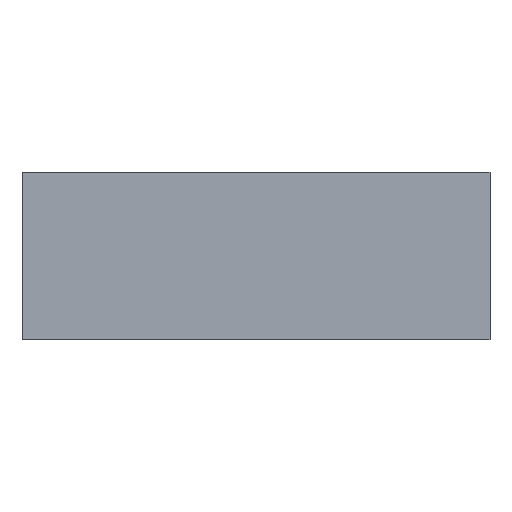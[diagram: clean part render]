
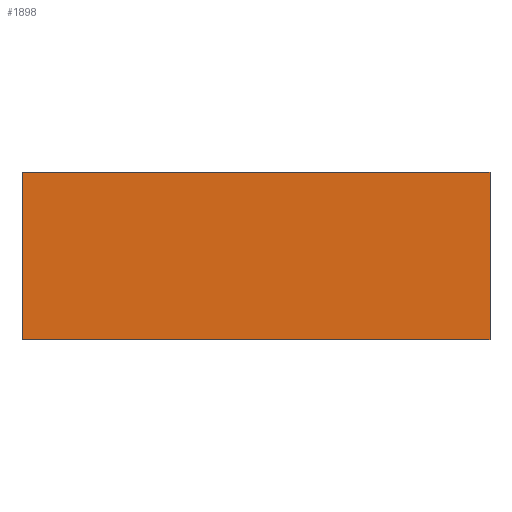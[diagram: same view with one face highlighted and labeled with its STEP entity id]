
A CAD part, front view. The second image highlights one B-rep face of the part: STEP entity #1898.
In plain terms, the highlighted planar face has unit normal (0, -1, 0).
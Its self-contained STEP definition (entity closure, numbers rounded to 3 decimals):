
#144=FACE_OUTER_BOUND('',#257,.T.);
#257=EDGE_LOOP('',(#1682,#1683,#1684,#1685));
#430=LINE('',#2870,#676);
#499=LINE('',#3019,#745);
#503=LINE('',#3026,#749);
#504=LINE('',#3028,#750);
#676=VECTOR('',#2333,5.08);
#745=VECTOR('',#2490,14.2);
#749=VECTOR('',#2498,5.08);
#750=VECTOR('',#2501,14.2);
#873=VERTEX_POINT('',#2867);
#874=VERTEX_POINT('',#2869);
#910=VERTEX_POINT('',#3018);
#911=VERTEX_POINT('',#3024);
#1091=EDGE_CURVE('',#873,#874,#430,.T.);
#1164=EDGE_CURVE('',#874,#910,#499,.T.);
#1168=EDGE_CURVE('',#911,#910,#503,.T.);
#1169=EDGE_CURVE('',#873,#911,#504,.T.);
#1682=ORIENTED_EDGE('',*,*,#1169,.T.);
#1683=ORIENTED_EDGE('',*,*,#1168,.T.);
#1684=ORIENTED_EDGE('',*,*,#1164,.F.);
#1685=ORIENTED_EDGE('',*,*,#1091,.F.);
#1792=PLANE('',#2018);
#1898=ADVANCED_FACE('',(#144),#1792,.T.);
#2018=AXIS2_PLACEMENT_3D('',#3027,#2499,#2500);
#2333=DIRECTION('',(0.,0.,1.));
#2490=DIRECTION('',(1.,0.,0.));
#2498=DIRECTION('',(0.,0.,1.));
#2499=DIRECTION('center_axis',(0.,-1.,0.));
#2500=DIRECTION('ref_axis',(1.,0.,0.));
#2501=DIRECTION('',(1.,0.,0.));
#2867=CARTESIAN_POINT('',(0.,0.,0.));
#2869=CARTESIAN_POINT('',(0.,0.,5.08));
#2870=CARTESIAN_POINT('',(0.,0.,0.));
#3018=CARTESIAN_POINT('',(14.2,0.,5.08));
#3019=CARTESIAN_POINT('',(0.,0.,5.08));
#3024=CARTESIAN_POINT('',(14.2,0.,0.));
#3026=CARTESIAN_POINT('',(14.2,0.,0.));
#3027=CARTESIAN_POINT('Origin',(0.,0.,0.));
#3028=CARTESIAN_POINT('',(0.,0.,0.));
